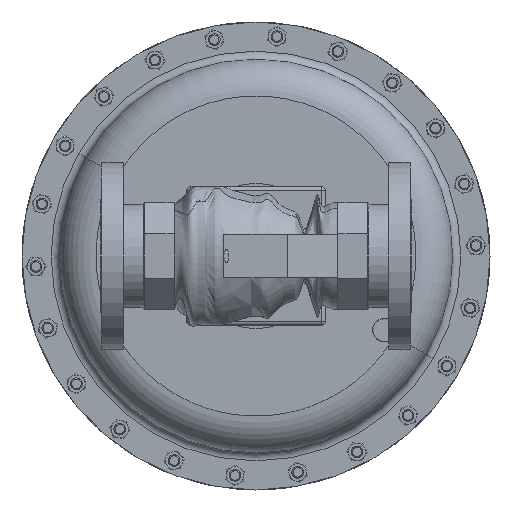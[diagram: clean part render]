
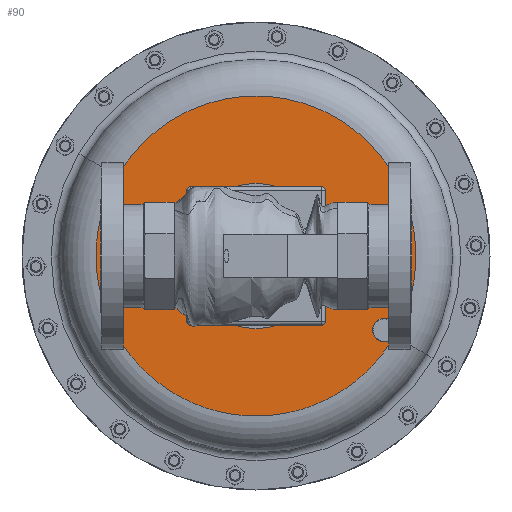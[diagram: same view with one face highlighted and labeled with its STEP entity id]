
A CAD part, front view. The second image highlights one B-rep face of the part: STEP entity #90.
In plain terms, the highlighted planar face has unit normal (0, -1, 0).
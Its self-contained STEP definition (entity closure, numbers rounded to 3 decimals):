
#90 = ADVANCED_FACE ( 'NONE', ( #55368, #33520 ), #42322, .T. ) ;
#3117 = AXIS2_PLACEMENT_3D ( 'NONE', #38195, #12028, #42580 ) ;
#4445 = ORIENTED_EDGE ( 'NONE', *, *, #16393, .F. ) ;
#5792 = ORIENTED_EDGE ( 'NONE', *, *, #27445, .F. ) ;
#5838 = ORIENTED_EDGE ( 'NONE', *, *, #13682, .F. ) ;
#6061 = AXIS2_PLACEMENT_3D ( 'NONE', #47754, #21590, #52147 ) ;
#7032 = DIRECTION ( 'NONE',  ( 0., 1., 0. ) ) ;
#9816 = CIRCLE ( 'NONE', #6061, 0.375 ) ;
#12028 = DIRECTION ( 'NONE',  ( 0., 1., 0. ) ) ;
#12229 = AXIS2_PLACEMENT_3D ( 'NONE', #33159, #7032, #37565 ) ;
#13682 = EDGE_CURVE ( 'NONE', #26796, #47798, #55223, .T. ) ;
#14876 = ORIENTED_EDGE ( 'NONE', *, *, #38562, .T. ) ;
#15492 = CARTESIAN_POINT ( 'NONE',  ( 0., 8.92, 0. ) ) ;
#15697 = CARTESIAN_POINT ( 'NONE',  ( 4.114, 8.92, -2.375 ) ) ;
#15865 = ORIENTED_EDGE ( 'NONE', *, *, #27996, .F. ) ;
#16393 = EDGE_CURVE ( 'NONE', #19555, #34011, #20768, .T. ) ;
#18285 = CARTESIAN_POINT ( 'NONE',  ( 0., 8.92, 0. ) ) ;
#19555 = VERTEX_POINT ( 'NONE', #21250 ) ;
#19865 = DIRECTION ( 'NONE',  ( 0., 0., -1. ) ) ;
#20078 = DIRECTION ( 'NONE',  ( 0.866, 0., -0.5 ) ) ;
#20768 = CIRCLE ( 'NONE', #3117, 5.125 ) ;
#21250 = CARTESIAN_POINT ( 'NONE',  ( -4.438, 8.92, 2.563 ) ) ;
#21590 = DIRECTION ( 'NONE',  ( 0., 1., 0. ) ) ;
#22689 = DIRECTION ( 'NONE',  ( 0., 0., -1. ) ) ;
#23216 = VERTEX_POINT ( 'NONE', #47003 ) ;
#24782 = EDGE_LOOP ( 'NONE', ( #15865, #14876, #55987, #4445 ) ) ;
#24940 = DIRECTION ( 'NONE',  ( -0.866, 0., 0.5 ) ) ;
#26796 = VERTEX_POINT ( 'NONE', #28458 ) ;
#27445 = EDGE_CURVE ( 'NONE', #47798, #26796, #27651, .T. ) ;
#27651 = CIRCLE ( 'NONE', #40754, 2.325 ) ;
#27996 = EDGE_CURVE ( 'NONE', #34011, #19555, #38568, .T. ) ;
#28004 = CIRCLE ( 'NONE', #43180, 0.375 ) ;
#28364 = CARTESIAN_POINT ( 'NONE',  ( 4.438, 8.92, -2.563 ) ) ;
#28458 = CARTESIAN_POINT ( 'NONE',  ( 0., 8.92, 2.325 ) ) ;
#29097 = EDGE_CURVE ( 'NONE', #23216, #34011, #9816, .T. ) ;
#33159 = CARTESIAN_POINT ( 'NONE',  ( 0., 8.92, 0. ) ) ;
#33520 = FACE_OUTER_BOUND ( 'NONE', #24782, .T. ) ;
#34011 = VERTEX_POINT ( 'NONE', #28364 ) ;
#37565 = DIRECTION ( 'NONE',  ( 0.866, 0., -0.5 ) ) ;
#38195 = CARTESIAN_POINT ( 'NONE',  ( 0., 8.92, 0. ) ) ;
#38562 = EDGE_CURVE ( 'NONE', #34011, #23216, #28004, .T. ) ;
#38568 = CIRCLE ( 'NONE', #12229, 5.125 ) ;
#40754 = AXIS2_PLACEMENT_3D ( 'NONE', #15492, #46044, #19865 ) ;
#40841 = CARTESIAN_POINT ( 'NONE',  ( 0., 8.92, -2.325 ) ) ;
#42322 = PLANE ( 'NONE',  #56332 ) ;
#42580 = DIRECTION ( 'NONE',  ( 0.866, 0., -0.5 ) ) ;
#43180 = AXIS2_PLACEMENT_3D ( 'NONE', #15697, #46251, #20078 ) ;
#46044 = DIRECTION ( 'NONE',  ( 0., -1., 0. ) ) ;
#46251 = DIRECTION ( 'NONE',  ( 0., 1., 0. ) ) ;
#47003 = CARTESIAN_POINT ( 'NONE',  ( 3.789, 8.92, -2.188 ) ) ;
#47754 = CARTESIAN_POINT ( 'NONE',  ( 4.114, 8.92, -2.375 ) ) ;
#47798 = VERTEX_POINT ( 'NONE', #40841 ) ;
#48867 = DIRECTION ( 'NONE',  ( 0., -1., 0. ) ) ;
#50182 = AXIS2_PLACEMENT_3D ( 'NONE', #18285, #48867, #22689 ) ;
#51103 = DIRECTION ( 'NONE',  ( 0., -1., 0. ) ) ;
#52147 = DIRECTION ( 'NONE',  ( 0.866, 0., -0.5 ) ) ;
#52510 = EDGE_LOOP ( 'NONE', ( #5792, #5838 ) ) ;
#55223 = CIRCLE ( 'NONE', #50182, 2.325 ) ;
#55289 = CARTESIAN_POINT ( 'NONE',  ( -2.563, 8.92, -4.438 ) ) ;
#55368 = FACE_BOUND ( 'NONE', #52510, .T. ) ;
#55987 = ORIENTED_EDGE ( 'NONE', *, *, #29097, .T. ) ;
#56332 = AXIS2_PLACEMENT_3D ( 'NONE', #55289, #51103, #24940 ) ;
